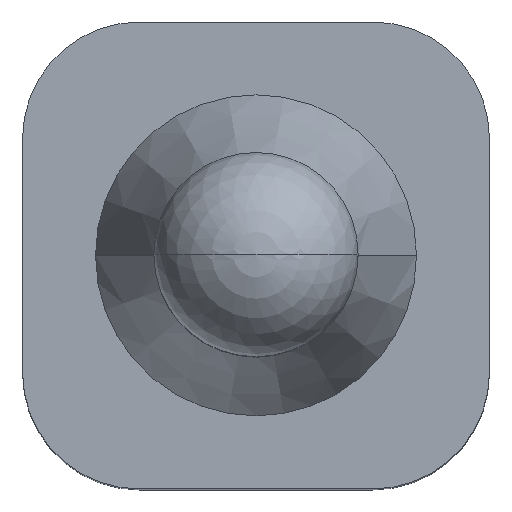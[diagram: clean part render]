
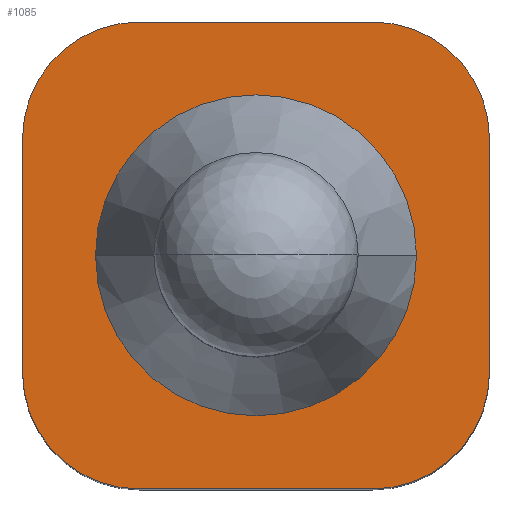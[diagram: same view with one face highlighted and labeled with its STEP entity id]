
A CAD part, top view. The second image highlights one B-rep face of the part: STEP entity #1085.
In plain terms, the highlighted planar face has unit normal (0, 0, 1).
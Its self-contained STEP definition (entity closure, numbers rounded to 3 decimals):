
#357=CARTESIAN_POINT('',(2.0,0.,7.0));
#358=VERTEX_POINT('',#357);
#367=CARTESIAN_POINT('',(-2.0,0.,7.0));
#368=VERTEX_POINT('',#367);
#369=CARTESIAN_POINT('',(0.,0.,7.0));
#370=DIRECTION('',(0.0,0.0,-1.0));
#371=DIRECTION('',(1.0,0.0,0.0));
#372=AXIS2_PLACEMENT_3D('',#369,#370,#371);
#373=CIRCLE('',#372,2.0);
#374=EDGE_CURVE('',#368,#358,#373,.T.);
#720=CARTESIAN_POINT('',(0.,0.,7.0));
#721=DIRECTION('',(0.0,0.0,-1.0));
#722=DIRECTION('',(1.0,0.0,0.0));
#723=AXIS2_PLACEMENT_3D('',#720,#721,#722);
#724=CIRCLE('',#723,2.0);
#725=EDGE_CURVE('',#358,#368,#724,.T.);
#815=CARTESIAN_POINT('',(-4.0,-2.,7.0));
#816=VERTEX_POINT('',#815);
#817=CARTESIAN_POINT('',(-4.0,2.0,7.0));
#818=VERTEX_POINT('',#817);
#819=CARTESIAN_POINT('',(-4.0,-2.,7.0));
#820=DIRECTION('',(0.0,1.0,0.0));
#821=VECTOR('',#820,4.0);
#822=LINE('',#819,#821);
#823=EDGE_CURVE('',#816,#818,#822,.T.);
#855=CARTESIAN_POINT('',(-2.,4.0,7.0));
#856=VERTEX_POINT('',#855);
#857=CARTESIAN_POINT('',(-2.,2.0,7.0));
#858=DIRECTION('',(0.0,0.0,-1.0));
#859=DIRECTION('',(1.0,0.0,0.0));
#860=AXIS2_PLACEMENT_3D('',#857,#858,#859);
#861=CIRCLE('',#860,2.0);
#862=EDGE_CURVE('',#818,#856,#861,.T.);
#888=CARTESIAN_POINT('',(2.,4.,7.0));
#889=VERTEX_POINT('',#888);
#890=CARTESIAN_POINT('',(-2.,4.0,7.0));
#891=DIRECTION('',(1.0,0.0,0.0));
#892=VECTOR('',#891,4.);
#893=LINE('',#890,#892);
#894=EDGE_CURVE('',#856,#889,#893,.T.);
#919=CARTESIAN_POINT('',(4.,2.,7.0));
#920=VERTEX_POINT('',#919);
#921=CARTESIAN_POINT('',(2.,2.,7.0));
#922=DIRECTION('',(0.0,0.0,-1.0));
#923=DIRECTION('',(1.0,0.0,0.0));
#924=AXIS2_PLACEMENT_3D('',#921,#922,#923);
#925=CIRCLE('',#924,2.0);
#926=EDGE_CURVE('',#889,#920,#925,.T.);
#952=CARTESIAN_POINT('',(4.,-2.0,7.0));
#953=VERTEX_POINT('',#952);
#954=CARTESIAN_POINT('',(4.,2.,7.0));
#955=DIRECTION('',(0.0,-1.0,0.0));
#956=VECTOR('',#955,4.0);
#957=LINE('',#954,#956);
#958=EDGE_CURVE('',#920,#953,#957,.T.);
#983=CARTESIAN_POINT('',(2.,-4.,7.0));
#984=VERTEX_POINT('',#983);
#985=CARTESIAN_POINT('',(2.,-2.0,7.0));
#986=DIRECTION('',(0.0,0.0,-1.0));
#987=DIRECTION('',(1.0,0.0,0.0));
#988=AXIS2_PLACEMENT_3D('',#985,#986,#987);
#989=CIRCLE('',#988,2.0);
#990=EDGE_CURVE('',#953,#984,#989,.T.);
#1016=CARTESIAN_POINT('',(-2.,-4.0,7.0));
#1017=VERTEX_POINT('',#1016);
#1018=CARTESIAN_POINT('',(2.,-4.,7.0));
#1019=DIRECTION('',(-1.0,0.0,0.0));
#1020=VECTOR('',#1019,4.);
#1021=LINE('',#1018,#1020);
#1022=EDGE_CURVE('',#984,#1017,#1021,.T.);
#1047=CARTESIAN_POINT('',(-2.,-2.0,7.0));
#1048=DIRECTION('',(0.0,0.0,-1.0));
#1049=DIRECTION('',(1.0,0.0,0.0));
#1050=AXIS2_PLACEMENT_3D('',#1047,#1048,#1049);
#1051=CIRCLE('',#1050,2.0);
#1052=EDGE_CURVE('',#1017,#816,#1051,.T.);
#1066=CARTESIAN_POINT('',(0.0,0.,7.0));
#1067=DIRECTION('',(0.0,0.0,1.0));
#1068=DIRECTION('',(1.0,0.0,0.0));
#1069=AXIS2_PLACEMENT_3D('',#1066,#1067,#1068);
#1070=PLANE('',#1069);
#1071=ORIENTED_EDGE('',*,*,#823,.F.);
#1072=ORIENTED_EDGE('',*,*,#1052,.F.);
#1073=ORIENTED_EDGE('',*,*,#1022,.F.);
#1074=ORIENTED_EDGE('',*,*,#990,.F.);
#1075=ORIENTED_EDGE('',*,*,#958,.F.);
#1076=ORIENTED_EDGE('',*,*,#926,.F.);
#1077=ORIENTED_EDGE('',*,*,#894,.F.);
#1078=ORIENTED_EDGE('',*,*,#862,.F.);
#1079=EDGE_LOOP('',(#1071,#1072,#1073,#1074,#1075,#1076,#1077,#1078));
#1080=FACE_OUTER_BOUND('',#1079,.T.);
#1081=ORIENTED_EDGE('',*,*,#725,.T.);
#1082=ORIENTED_EDGE('',*,*,#374,.T.);
#1083=EDGE_LOOP('',(#1081,#1082));
#1084=FACE_BOUND('',#1083,.T.);
#1085=ADVANCED_FACE('',(#1080,#1084),#1070,.T.);
